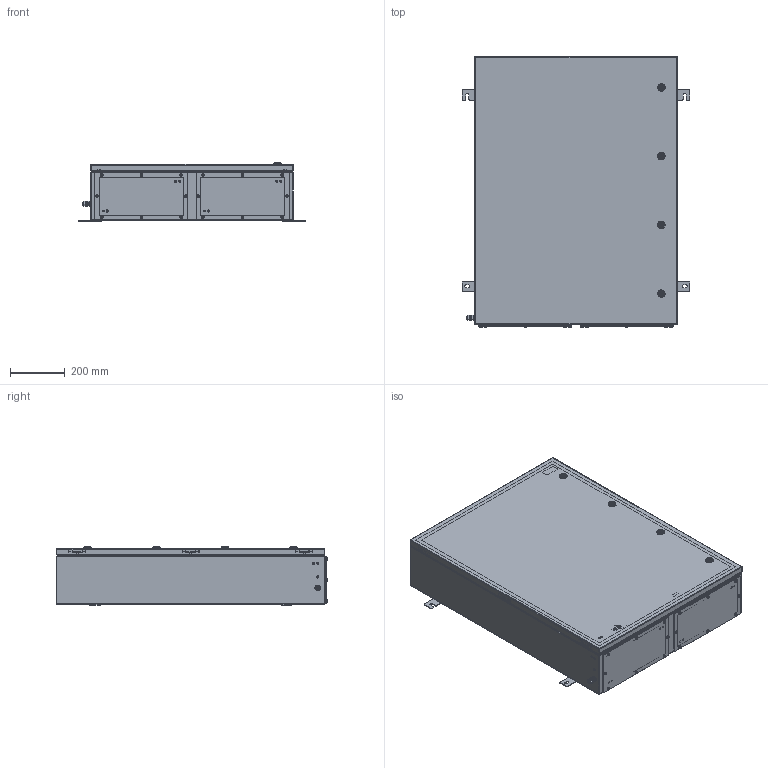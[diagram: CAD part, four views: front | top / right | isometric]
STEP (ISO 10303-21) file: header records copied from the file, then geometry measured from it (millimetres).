
FILE_DESCRIPTION (( 'STEP AP214' ), '1' );
FILE_NAME ('34041300.STEP', '2013-11-21T07:09:39', ( '' ), ( '' ), 'SwSTEP 2.0', 'SolidWorks 2013', '' );
FILE_SCHEMA (( 'AUTOMOTIVE_DESIGN' ));
Length unit declared in the file: millimetre
Products named in the file (50): 83160; 42240_Standard<Wie bearbeitet>; 82204; 93173; 56364; 42066; 98061; 42200; 42066_Mutter; 34045005_Standard Dichtung; 83081; 42066_Geh; 82420_34045005; 93379; 42045_Stift_umgedreht; 42247_21xM20; 42195; 42045_Oberteil; 98086; 42194; 42045_Stift; 93506; 93378; 42045_Unterteil; 42201; 42214_Standard<Wie bearbeitet>; 56309; 42199_Deckeleingespannt; 82414_Nur f〉 Darstellung; 92081; 34041300; 94140_f〉 Mutter M10; 42045; 82414; 56350; 99570; 94375; 83156; 42067; 83159 ...
Assembly tree (143 placements, depth 4):
  34041300
    56364
      42214_Standard<Wie bearbeitet>
      93378  x8
      42194  x2
      42195  x2
      93379
      83081  x16
      42200
    56390
      42240_Standard<Wie bearbeitet>
      82410_947x708
      93379
      92441
      42200
      93378  x2
    56309
      93377
      83159  x4
      83156  x5
      99570  x4
      82414
      94140_f〉 Mutter M10  x2
      82414_Nur f〉 Darstellung
    42045_Stift_umgedreht
      42045_Unterteil
      42045_Stift
      42045_Oberteil
    56350  x4
      42066
        42066_Geh
        42066_Mutter
      82204
      42090
      42067
        42067_Federsch
        42067_O-Ring
        42067_Betaetigung
        42067
      94375
    42045  x2
      42045_Unterteil
      42045_Stift
      42045_Oberteil
    92081  x3
    42199_Deckeleingespannt
    42201
    93506  x2
    98086  x2
    34045005_Standard Dichtung  x2
      42247_21xM20
      82420_34045005
      93379
      92081
    98061  x16
    93173  x16
    83160  x3
    94387  x8
Bounding box: 832 x 990.5 x 212.97 mm (x, y, z)
Volume: 4229183.7 mm3; surface area: 5032470.9 mm2
Topology: 165 solids, 165 shells, 3889 faces, 9495 edges, 6022 vertices
Faces by surface type: plane 1697, cylinder 1333, cone 519, torus 180, bspline 112, sphere 48
Entity records: 41226 total; most frequent: CARTESIAN_POINT 9284, DIRECTION 6245, ORIENTED_EDGE 5960, EDGE_CURVE 2980, AXIS2_PLACEMENT_3D 2232, VERTEX_POINT 1877, LINE 1781, VECTOR 1781
